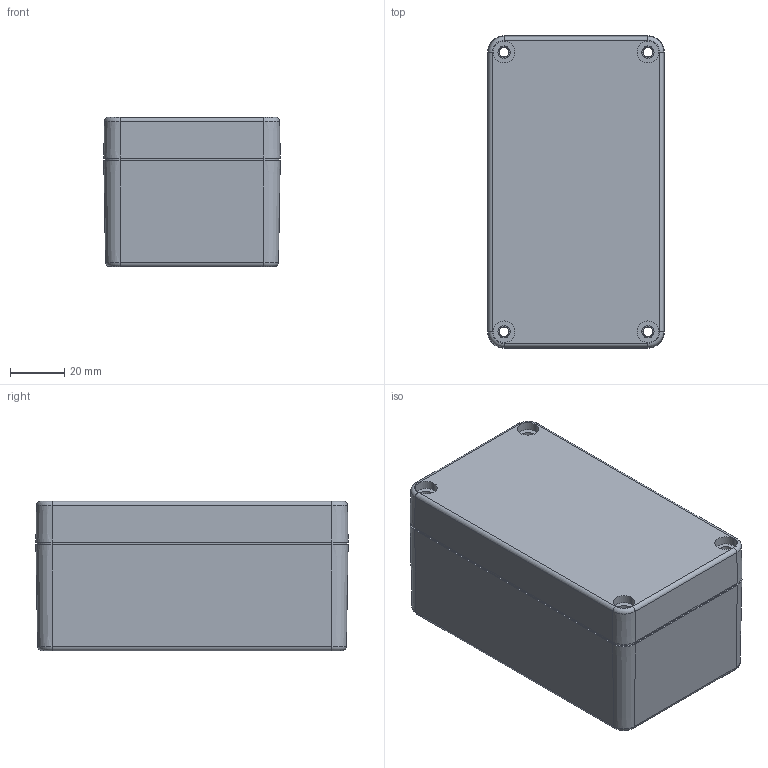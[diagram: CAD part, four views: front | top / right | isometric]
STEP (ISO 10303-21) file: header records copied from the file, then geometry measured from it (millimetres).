
FILE_DESCRIPTION (( 'STEP AP214' ), '1' );
FILE_NAME ('G205.STEP', '2009-09-09T02:15:15', ( 'NEF User' ), ( 'NEF User' ), 'SwSTEP 2.0', 'SolidWorks 2009', '' );
FILE_SCHEMA (( 'AUTOMOTIVE_DESIGN' ));
Length unit declared in the file: millimetre
Products named in the file (1): G205
Bounding box: 65 x 115 x 55 mm (x, y, z)
Volume: 103668.1 mm3; surface area: 76158.5 mm2
Topology: 2 solids, 2 shells, 444 faces, 1158 edges, 750 vertices
Faces by surface type: plane 197, cylinder 131, cone 106, torus 8, bspline 2
Entity records: 15075 total; most frequent: CARTESIAN_POINT 4352, ORIENTED_EDGE 2304, DIRECTION 2113, EDGE_CURVE 1152, AXIS2_PLACEMENT_3D 803, VERTEX_POINT 750, VECTOR 507, LINE 507
